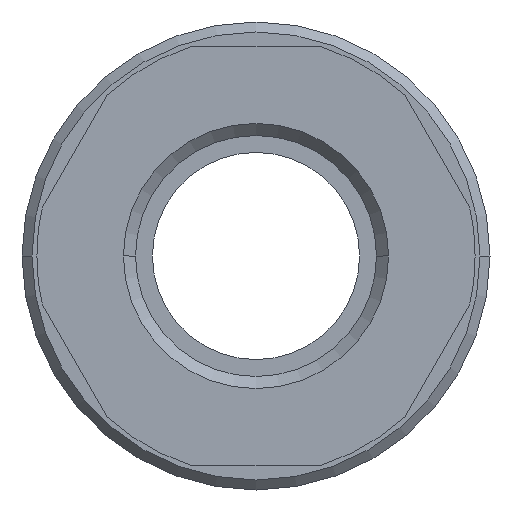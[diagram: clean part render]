
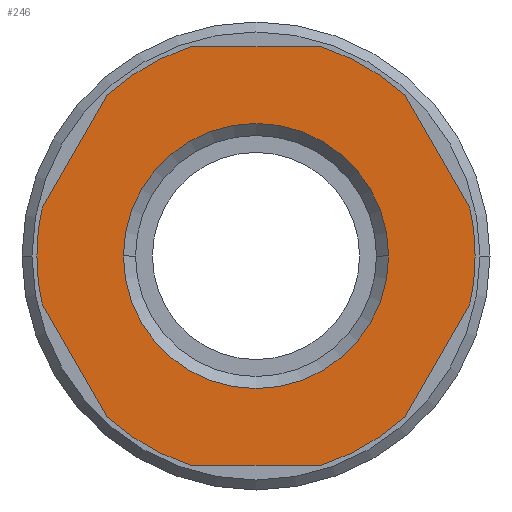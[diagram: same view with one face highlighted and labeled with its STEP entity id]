
A CAD part, front view. The second image highlights one B-rep face of the part: STEP entity #246.
In plain terms, the highlighted planar face has unit normal (0, -1, 0).
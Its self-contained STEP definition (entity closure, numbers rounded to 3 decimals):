
#246=ADVANCED_FACE('',(#551,#552),#553,.T.);
#551=FACE_BOUND('',#914,.T.);
#552=FACE_OUTER_BOUND('',#915,.T.);
#553=PLANE('',#916);
#914=EDGE_LOOP('',(#1537,#1538));
#915=EDGE_LOOP('',(#1539,#1540,#1541,#1542,#1543,#1544,#1545,#1546,#1547,#1548,#1549,#1550,#1551,#1552));
#916=AXIS2_PLACEMENT_3D('',#1553,#1554,#1555);
#1537=ORIENTED_EDGE('',*,*,#2275,.T.);
#1538=ORIENTED_EDGE('',*,*,#2276,.T.);
#1539=ORIENTED_EDGE('',*,*,#2186,.F.);
#1540=ORIENTED_EDGE('',*,*,#2055,.F.);
#1541=ORIENTED_EDGE('',*,*,#2195,.F.);
#1542=ORIENTED_EDGE('',*,*,#2277,.F.);
#1543=ORIENTED_EDGE('',*,*,#2244,.F.);
#1544=ORIENTED_EDGE('',*,*,#2175,.F.);
#1545=ORIENTED_EDGE('',*,*,#2127,.F.);
#1546=ORIENTED_EDGE('',*,*,#2278,.F.);
#1547=ORIENTED_EDGE('',*,*,#2279,.F.);
#1548=ORIENTED_EDGE('',*,*,#2280,.F.);
#1549=ORIENTED_EDGE('',*,*,#2216,.F.);
#1550=ORIENTED_EDGE('',*,*,#2048,.F.);
#1551=ORIENTED_EDGE('',*,*,#2141,.F.);
#1552=ORIENTED_EDGE('',*,*,#2281,.F.);
#1553=CARTESIAN_POINT('',(5.5,0.0,0.0));
#1554=DIRECTION('',(-0.0,-1.0,-0.0));
#1555=DIRECTION('',(-1.0,0.0,0.0));
#2048=EDGE_CURVE('',#2406,#2408,#2409,.T.);
#2055=EDGE_CURVE('',#2419,#2415,#2421,.T.);
#2127=EDGE_CURVE('',#2542,#2537,#2544,.T.);
#2141=EDGE_CURVE('',#2564,#2406,#2566,.T.);
#2175=EDGE_CURVE('',#2537,#2622,#2623,.T.);
#2186=EDGE_CURVE('',#2415,#2638,#2639,.T.);
#2195=EDGE_CURVE('',#2649,#2419,#2651,.T.);
#2216=EDGE_CURVE('',#2408,#2681,#2684,.T.);
#2244=EDGE_CURVE('',#2622,#2724,#2725,.T.);
#2275=EDGE_CURVE('',#2762,#2763,#2764,.T.);
#2276=EDGE_CURVE('',#2763,#2762,#2765,.T.);
#2277=EDGE_CURVE('',#2724,#2649,#2766,.T.);
#2278=EDGE_CURVE('',#2767,#2542,#2768,.T.);
#2279=EDGE_CURVE('',#2769,#2767,#2770,.T.);
#2280=EDGE_CURVE('',#2681,#2769,#2771,.T.);
#2281=EDGE_CURVE('',#2638,#2564,#2772,.T.);
#2406=VERTEX_POINT('',#2908);
#2408=VERTEX_POINT('',#2911);
#2409=LINE('',#2912,#2913);
#2415=VERTEX_POINT('',#2921);
#2419=VERTEX_POINT('',#2926);
#2421=CIRCLE('',#2929,11.0);
#2537=VERTEX_POINT('',#3129);
#2542=VERTEX_POINT('',#3135);
#2544=CIRCLE('',#3138,11.0);
#2564=VERTEX_POINT('',#3195);
#2566=CIRCLE('',#3198,11.0);
#2622=VERTEX_POINT('',#3287);
#2623=CIRCLE('',#3288,11.0);
#2638=VERTEX_POINT('',#3315);
#2639=LINE('',#3316,#3317);
#2649=VERTEX_POINT('',#3331);
#2651=LINE('',#3334,#3335);
#2681=VERTEX_POINT('',#3370);
#2684=CIRCLE('',#3374,11.0);
#2724=VERTEX_POINT('',#3453);
#2725=LINE('',#3454,#3455);
#2762=VERTEX_POINT('',#3511);
#2763=VERTEX_POINT('',#3512);
#2764=CIRCLE('',#3513,6.655);
#2765=CIRCLE('',#3514,6.655);
#2766=CIRCLE('',#3515,11.0);
#2767=VERTEX_POINT('',#3516);
#2768=LINE('',#3517,#3518);
#2769=VERTEX_POINT('',#3519);
#2770=CIRCLE('',#3520,11.0);
#2771=LINE('',#3521,#3522);
#2772=CIRCLE('',#3523,11.0);
#2908=CARTESIAN_POINT('',(-10.733,0.0,2.411));
#2911=CARTESIAN_POINT('',(-7.454,0.0,8.089));
#2912=CARTESIAN_POINT('',(-8.406,0.0,6.441));
#2913=VECTOR('',#3773,1.0);
#2921=CARTESIAN_POINT('',(-7.454,0.0,-8.089));
#2926=CARTESIAN_POINT('',(-3.279,0.0,-10.5));
#2929=AXIS2_PLACEMENT_3D('',#3781,#3782,#3783);
#3129=CARTESIAN_POINT('',(11.0,0.0,0.));
#3135=CARTESIAN_POINT('',(10.733,0.0,2.411));
#3138=AXIS2_PLACEMENT_3D('',#3894,#3895,#3896);
#3195=CARTESIAN_POINT('',(-11.0,0.0,0.));
#3198=AXIS2_PLACEMENT_3D('',#3908,#3909,#3910);
#3287=CARTESIAN_POINT('',(10.733,0.0,-2.411));
#3288=AXIS2_PLACEMENT_3D('',#3958,#3959,#3960);
#3315=CARTESIAN_POINT('',(-10.733,0.0,-2.411));
#3316=CARTESIAN_POINT('',(-8.406,0.0,-6.441));
#3317=VECTOR('',#3977,1.0);
#3331=CARTESIAN_POINT('',(3.279,0.0,-10.5));
#3334=CARTESIAN_POINT('',(2.75,0.0,-10.5));
#3335=VECTOR('',#3986,1.0);
#3370=CARTESIAN_POINT('',(-3.279,0.0,10.5));
#3374=AXIS2_PLACEMENT_3D('',#4020,#4021,#4022);
#3453=CARTESIAN_POINT('',(7.454,0.0,-8.089));
#3454=CARTESIAN_POINT('',(9.781,0.0,-4.059));
#3455=VECTOR('',#4059,1.0);
#3511=CARTESIAN_POINT('',(-6.655,0.0,0.));
#3512=CARTESIAN_POINT('',(6.655,0.0,0.));
#3513=AXIS2_PLACEMENT_3D('',#4104,#4105,#4106);
#3514=AXIS2_PLACEMENT_3D('',#4107,#4108,#4109);
#3515=AXIS2_PLACEMENT_3D('',#4110,#4111,#4112);
#3516=CARTESIAN_POINT('',(7.454,0.0,8.089));
#3517=CARTESIAN_POINT('',(9.781,0.0,4.059));
#3518=VECTOR('',#4113,1.0);
#3519=CARTESIAN_POINT('',(3.279,0.0,10.5));
#3520=AXIS2_PLACEMENT_3D('',#4114,#4115,#4116);
#3521=CARTESIAN_POINT('',(2.75,0.0,10.5));
#3522=VECTOR('',#4117,1.0);
#3523=AXIS2_PLACEMENT_3D('',#4118,#4119,#4120);
#3773=DIRECTION('',(0.5,-0.0,0.866));
#3781=CARTESIAN_POINT('',(0.0,0.0,0.0));
#3782=DIRECTION('',(-0.0,1.0,0.0));
#3783=DIRECTION('',(1.0,0.0,0.0));
#3894=CARTESIAN_POINT('',(0.0,0.0,0.0));
#3895=DIRECTION('',(-0.0,1.0,0.0));
#3896=DIRECTION('',(1.0,0.0,0.0));
#3908=CARTESIAN_POINT('',(0.0,0.0,0.0));
#3909=DIRECTION('',(-0.0,1.0,0.0));
#3910=DIRECTION('',(1.0,0.0,0.0));
#3958=CARTESIAN_POINT('',(0.0,0.0,0.0));
#3959=DIRECTION('',(-0.0,1.0,0.0));
#3960=DIRECTION('',(1.0,0.0,0.0));
#3977=DIRECTION('',(-0.5,0.0,0.866));
#3986=DIRECTION('',(-1.0,0.0,0.0));
#4020=CARTESIAN_POINT('',(0.0,0.0,0.0));
#4021=DIRECTION('',(-0.0,1.0,0.0));
#4022=DIRECTION('',(1.0,0.0,0.0));
#4059=DIRECTION('',(-0.5,0.0,-0.866));
#4104=CARTESIAN_POINT('',(0.0,0.0,0.0));
#4105=DIRECTION('',(-0.0,1.0,0.0));
#4106=DIRECTION('',(1.0,0.0,0.0));
#4107=CARTESIAN_POINT('',(0.0,0.0,0.0));
#4108=DIRECTION('',(-0.0,1.0,0.0));
#4109=DIRECTION('',(1.0,0.0,0.0));
#4110=CARTESIAN_POINT('',(0.0,0.0,0.0));
#4111=DIRECTION('',(-0.0,1.0,0.0));
#4112=DIRECTION('',(1.0,0.0,0.0));
#4113=DIRECTION('',(0.5,0.0,-0.866));
#4114=CARTESIAN_POINT('',(0.0,0.0,0.0));
#4115=DIRECTION('',(-0.0,1.0,0.0));
#4116=DIRECTION('',(1.0,0.0,0.0));
#4117=DIRECTION('',(1.0,-0.0,0.));
#4118=CARTESIAN_POINT('',(0.0,0.0,0.0));
#4119=DIRECTION('',(-0.0,1.0,0.0));
#4120=DIRECTION('',(1.0,0.0,0.0));
